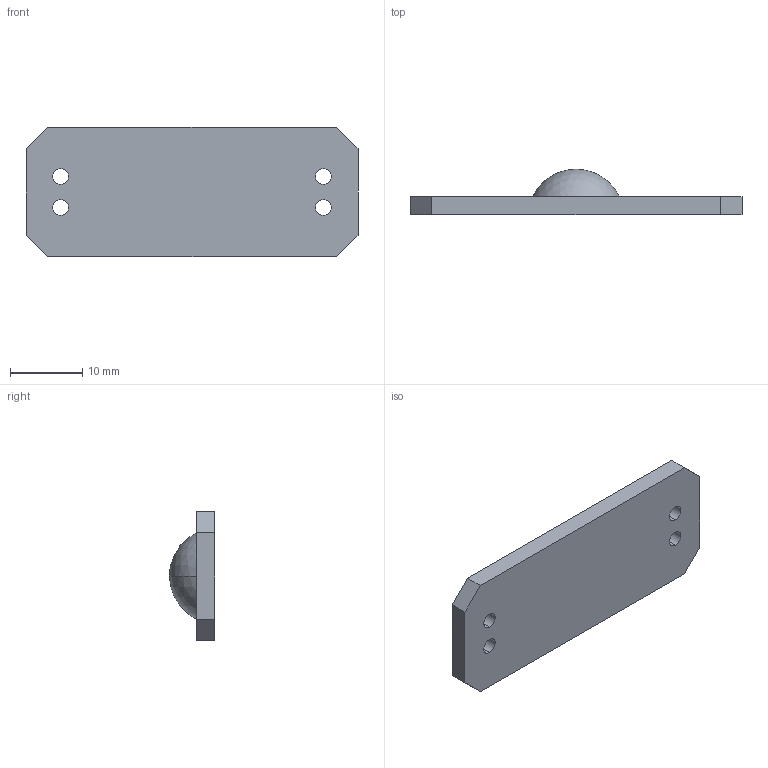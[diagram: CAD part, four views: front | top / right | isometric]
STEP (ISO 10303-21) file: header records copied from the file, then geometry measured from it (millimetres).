
FILE_DESCRIPTION (( 'STEP AP214' ), '1' );
FILE_NAME ('tail_ball.STEP', '2019-09-08T20:18:16', ( '' ), ( '' ), 'SwSTEP 2.0', 'SolidWorks 2015', '' );
FILE_SCHEMA (( 'AUTOMOTIVE_DESIGN' ));
Length unit declared in the file: millimetre
Products named in the file (1): tail_ball
Bounding box: 46 x 6.3 x 18 mm (x, y, z)
Volume: 2197.1 mm3; surface area: 2017 mm2
Topology: 1 solids, 1 shells, 32 faces, 82 edges, 55 vertices
Faces by surface type: plane 16, cylinder 14, sphere 2
Entity records: 1036 total; most frequent: DIRECTION 180, CARTESIAN_POINT 170, ORIENTED_EDGE 164, EDGE_CURVE 82, AXIS2_PLACEMENT_3D 65, VERTEX_POINT 55, VECTOR 50, LINE 50
